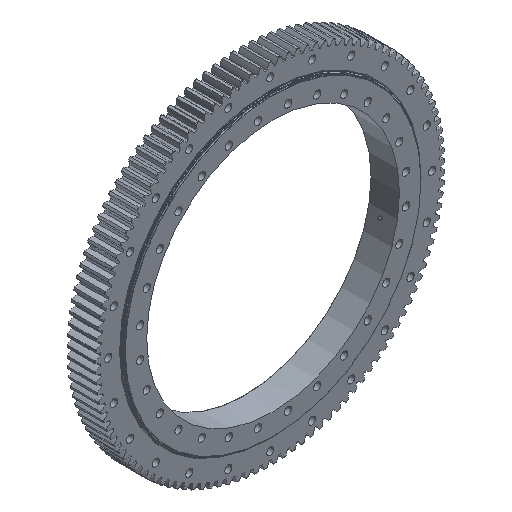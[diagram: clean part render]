
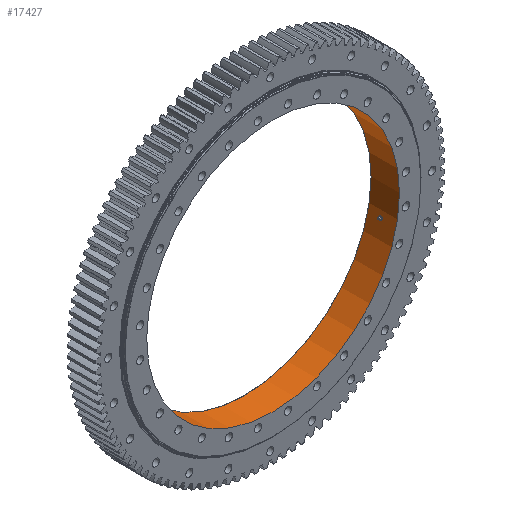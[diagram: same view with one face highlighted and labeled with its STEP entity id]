
A CAD part, isometric view. The second image highlights one B-rep face of the part: STEP entity #17427.
In plain terms, the highlighted cylindrical face has radius 434.975 mm (diameter 869.95 mm), a full revolution.
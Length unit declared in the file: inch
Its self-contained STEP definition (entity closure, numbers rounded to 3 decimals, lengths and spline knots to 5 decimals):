
#321=FACE_BOUND('',#3398,.T.);
#676=LINE('',#26977,#1240);
#1240=VECTOR('',#21181,17.125);
#1805=CYLINDRICAL_SURFACE('',#18586,17.125);
#2354=FACE_OUTER_BOUND('',#3397,.T.);
#3397=EDGE_LOOP('',(#11682,#11683,#11684,#11685,#11686));
#3398=EDGE_LOOP('',(#11687,#11688));
#4442=CIRCLE('',#18521,17.125);
#4472=CIRCLE('',#18553,17.125);
#4473=CIRCLE('',#18554,17.125);
#5958=B_SPLINE_CURVE_WITH_KNOTS('',3,(#26980,#26981,#26982,#26983,#26984,
#26985,#26986,#26987,#26988,#26989,#26990,#26991,#26992,#26993,#26994,#26995,
#26996,#26997),.UNSPECIFIED.,.F.,.F.,(4,2,2,2,2,2,2,2,4),(0.,0.45425,
0.9085,1.36275,1.817,2.27125,2.7255,
3.17975,3.634),.UNSPECIFIED.);
#5959=B_SPLINE_CURVE_WITH_KNOTS('',3,(#26998,#26999,#27000,#27001,#27002,
#27003,#27004,#27005,#27006,#27007,#27008,#27009,#27010,#27011,#27012,#27013,
#27014,#27015,#27016,#27017,#27018,#27019,#27020,#27021,#27022,#27023,#27024,
#27025,#27026,#27027,#27028,#27029,#27030,#27031,#27032,#27033,#27034,#27035,
#27036,#27037,#27038,#27039,#27040,#27041,#27042,#27043,#27044,#27045,#27046,
#27047),.UNSPECIFIED.,.F.,.F.,(4,2,2,2,2,2,2,2,2,2,2,2,2,2,2,2,2,2,2,2,
2,2,2,2,4),(3.634,4.08825,4.5425,4.99675,
5.451,5.90525,6.3595,6.81375,7.26801,
7.72226,8.17651,8.63076,9.08501,9.53926,
9.99351,10.44776,10.90201,11.35626,11.81051,
12.26476,12.71901,13.17326,13.62751,14.08176,
14.53601),.UNSPECIFIED.);
#6771=VERTEX_POINT('',#26847);
#6801=VERTEX_POINT('',#26910);
#6802=VERTEX_POINT('',#26911);
#6833=VERTEX_POINT('',#26978);
#6834=VERTEX_POINT('',#26979);
#8700=EDGE_CURVE('',#6771,#6771,#4442,.T.);
#8731=EDGE_CURVE('',#6801,#6802,#4472,.T.);
#8732=EDGE_CURVE('',#6802,#6801,#4473,.T.);
#8764=EDGE_CURVE('',#6802,#6771,#676,.T.);
#8765=EDGE_CURVE('',#6833,#6834,#5958,.T.);
#8766=EDGE_CURVE('',#6834,#6833,#5959,.T.);
#11682=ORIENTED_EDGE('',*,*,#8731,.F.);
#11683=ORIENTED_EDGE('',*,*,#8732,.F.);
#11684=ORIENTED_EDGE('',*,*,#8764,.T.);
#11685=ORIENTED_EDGE('',*,*,#8700,.F.);
#11686=ORIENTED_EDGE('',*,*,#8764,.F.);
#11687=ORIENTED_EDGE('',*,*,#8765,.T.);
#11688=ORIENTED_EDGE('',*,*,#8766,.T.);
#17427=ADVANCED_FACE('',(#2354,#321),#1805,.F.);
#18521=AXIS2_PLACEMENT_3D('',#26848,#21047,#21048);
#18553=AXIS2_PLACEMENT_3D('',#26912,#21112,#21113);
#18554=AXIS2_PLACEMENT_3D('',#26913,#21114,#21115);
#18586=AXIS2_PLACEMENT_3D('',#26976,#21179,#21180);
#21047=DIRECTION('center_axis',(0.,1.,0.));
#21048=DIRECTION('ref_axis',(-1.,0.,0.));
#21112=DIRECTION('center_axis',(0.,-1.,0.));
#21113=DIRECTION('ref_axis',(1.,0.,0.));
#21114=DIRECTION('center_axis',(0.,-1.,0.));
#21115=DIRECTION('ref_axis',(1.,0.,0.));
#21179=DIRECTION('center_axis',(0.,1.,0.));
#21180=DIRECTION('ref_axis',(-1.,0.,0.));
#21181=DIRECTION('',(0.,-1.,0.));
#26847=CARTESIAN_POINT('',(17.125,-2.125,0.));
#26848=CARTESIAN_POINT('Origin',(0.,-2.125,0.));
#26910=CARTESIAN_POINT('',(-17.125,1.72,0.));
#26911=CARTESIAN_POINT('',(17.125,1.72,0.));
#26912=CARTESIAN_POINT('Origin',(0.,1.72,0.));
#26913=CARTESIAN_POINT('Origin',(0.,1.72,0.));
#26976=CARTESIAN_POINT('Origin',(0.,-0.1875,0.));
#26977=CARTESIAN_POINT('',(17.125,-0.1875,0.));
#26978=CARTESIAN_POINT('',(-17.09867,0.,-0.94933));
#26979=CARTESIAN_POINT('',(-17.125,-0.94933,0.));
#26980=CARTESIAN_POINT('Ctrl Pts',(-17.09867,0.,-0.94933));
#26981=CARTESIAN_POINT('Ctrl Pts',(-17.09867,-0.05961,
-0.94933));
#26982=CARTESIAN_POINT('Ctrl Pts',(-17.09899,-0.12126,
-0.94362));
#26983=CARTESIAN_POINT('Ctrl Pts',(-17.1003,-0.24388,
-0.91959));
#26984=CARTESIAN_POINT('Ctrl Pts',(-17.10128,-0.30485,
-0.90127));
#26985=CARTESIAN_POINT('Ctrl Pts',(-17.10377,-0.4218,
-0.85283));
#26986=CARTESIAN_POINT('Ctrl Pts',(-17.10526,-0.47786,
-0.82266));
#26987=CARTESIAN_POINT('Ctrl Pts',(-17.10847,-0.58153,
-0.75296));
#26988=CARTESIAN_POINT('Ctrl Pts',(-17.11019,-0.62914,
-0.71341));
#26989=CARTESIAN_POINT('Ctrl Pts',(-17.11349,-0.71341,
-0.62914));
#26990=CARTESIAN_POINT('Ctrl Pts',(-17.1152,-0.75296,
-0.58153));
#26991=CARTESIAN_POINT('Ctrl Pts',(-17.11841,-0.82266,
-0.47786));
#26992=CARTESIAN_POINT('Ctrl Pts',(-17.1199,-0.85283,
-0.4218));
#26993=CARTESIAN_POINT('Ctrl Pts',(-17.12239,-0.90127,
-0.30485));
#26994=CARTESIAN_POINT('Ctrl Pts',(-17.12337,-0.91959,
-0.24388));
#26995=CARTESIAN_POINT('Ctrl Pts',(-17.12468,-0.94362,
-0.12126));
#26996=CARTESIAN_POINT('Ctrl Pts',(-17.125,-0.94933,-0.05961));
#26997=CARTESIAN_POINT('Ctrl Pts',(-17.125,-0.94933,0.));
#26998=CARTESIAN_POINT('Ctrl Pts',(-17.125,-0.94933,0.));
#26999=CARTESIAN_POINT('Ctrl Pts',(-17.125,-0.94933,0.05961));
#27000=CARTESIAN_POINT('Ctrl Pts',(-17.12468,-0.94362,
0.12126));
#27001=CARTESIAN_POINT('Ctrl Pts',(-17.12337,-0.91959,
0.24388));
#27002=CARTESIAN_POINT('Ctrl Pts',(-17.12239,-0.90127,
0.30485));
#27003=CARTESIAN_POINT('Ctrl Pts',(-17.1199,-0.85283,
0.4218));
#27004=CARTESIAN_POINT('Ctrl Pts',(-17.11841,-0.82266,
0.47786));
#27005=CARTESIAN_POINT('Ctrl Pts',(-17.1152,-0.75296,
0.58153));
#27006=CARTESIAN_POINT('Ctrl Pts',(-17.11349,-0.71341,
0.62914));
#27007=CARTESIAN_POINT('Ctrl Pts',(-17.11019,-0.62914,
0.71341));
#27008=CARTESIAN_POINT('Ctrl Pts',(-17.10847,-0.58153,
0.75296));
#27009=CARTESIAN_POINT('Ctrl Pts',(-17.10526,-0.47786,
0.82266));
#27010=CARTESIAN_POINT('Ctrl Pts',(-17.10377,-0.4218,
0.85283));
#27011=CARTESIAN_POINT('Ctrl Pts',(-17.10128,-0.30485,
0.90127));
#27012=CARTESIAN_POINT('Ctrl Pts',(-17.1003,-0.24388,
0.91959));
#27013=CARTESIAN_POINT('Ctrl Pts',(-17.09899,-0.12126,
0.94362));
#27014=CARTESIAN_POINT('Ctrl Pts',(-17.09867,-0.05961,
0.94933));
#27015=CARTESIAN_POINT('Ctrl Pts',(-17.09867,0.05961,
0.94933));
#27016=CARTESIAN_POINT('Ctrl Pts',(-17.09899,0.12126,
0.94362));
#27017=CARTESIAN_POINT('Ctrl Pts',(-17.1003,0.24388,
0.91959));
#27018=CARTESIAN_POINT('Ctrl Pts',(-17.10128,0.30485,
0.90127));
#27019=CARTESIAN_POINT('Ctrl Pts',(-17.10377,0.4218,
0.85283));
#27020=CARTESIAN_POINT('Ctrl Pts',(-17.10526,0.47786,
0.82266));
#27021=CARTESIAN_POINT('Ctrl Pts',(-17.10847,0.58153,0.75296));
#27022=CARTESIAN_POINT('Ctrl Pts',(-17.11019,0.62914,0.71341));
#27023=CARTESIAN_POINT('Ctrl Pts',(-17.11349,0.71341,
0.62914));
#27024=CARTESIAN_POINT('Ctrl Pts',(-17.1152,0.75296,
0.58153));
#27025=CARTESIAN_POINT('Ctrl Pts',(-17.11841,0.82266,
0.47786));
#27026=CARTESIAN_POINT('Ctrl Pts',(-17.1199,0.85283,
0.4218));
#27027=CARTESIAN_POINT('Ctrl Pts',(-17.12239,0.90127,0.30485));
#27028=CARTESIAN_POINT('Ctrl Pts',(-17.12337,0.91959,
0.24388));
#27029=CARTESIAN_POINT('Ctrl Pts',(-17.12468,0.94362,
0.12126));
#27030=CARTESIAN_POINT('Ctrl Pts',(-17.125,0.94933,0.05961));
#27031=CARTESIAN_POINT('Ctrl Pts',(-17.125,0.94933,-0.05961));
#27032=CARTESIAN_POINT('Ctrl Pts',(-17.12468,0.94362,
-0.12126));
#27033=CARTESIAN_POINT('Ctrl Pts',(-17.12337,0.91959,
-0.24388));
#27034=CARTESIAN_POINT('Ctrl Pts',(-17.12239,0.90127,-0.30485));
#27035=CARTESIAN_POINT('Ctrl Pts',(-17.1199,0.85283,
-0.4218));
#27036=CARTESIAN_POINT('Ctrl Pts',(-17.11841,0.82266,
-0.47786));
#27037=CARTESIAN_POINT('Ctrl Pts',(-17.1152,0.75296,
-0.58153));
#27038=CARTESIAN_POINT('Ctrl Pts',(-17.11349,0.71341,
-0.62914));
#27039=CARTESIAN_POINT('Ctrl Pts',(-17.11019,0.62914,-0.71341));
#27040=CARTESIAN_POINT('Ctrl Pts',(-17.10847,0.58153,-0.75296));
#27041=CARTESIAN_POINT('Ctrl Pts',(-17.10526,0.47786,
-0.82266));
#27042=CARTESIAN_POINT('Ctrl Pts',(-17.10377,0.4218,
-0.85283));
#27043=CARTESIAN_POINT('Ctrl Pts',(-17.10128,0.30485,
-0.90127));
#27044=CARTESIAN_POINT('Ctrl Pts',(-17.1003,0.24388,
-0.91959));
#27045=CARTESIAN_POINT('Ctrl Pts',(-17.09899,0.12126,
-0.94362));
#27046=CARTESIAN_POINT('Ctrl Pts',(-17.09867,0.05961,
-0.94933));
#27047=CARTESIAN_POINT('Ctrl Pts',(-17.09867,0.,
-0.94933));
